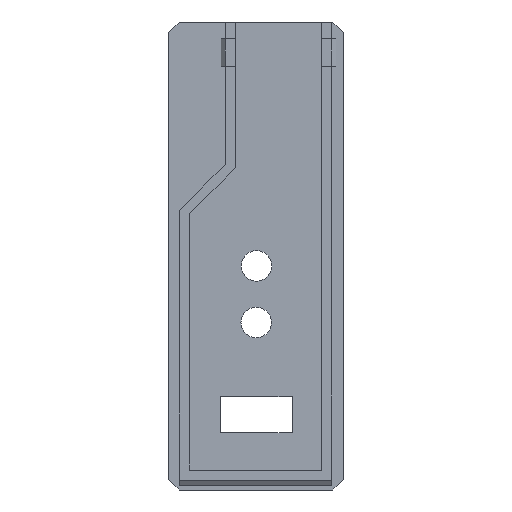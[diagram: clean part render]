
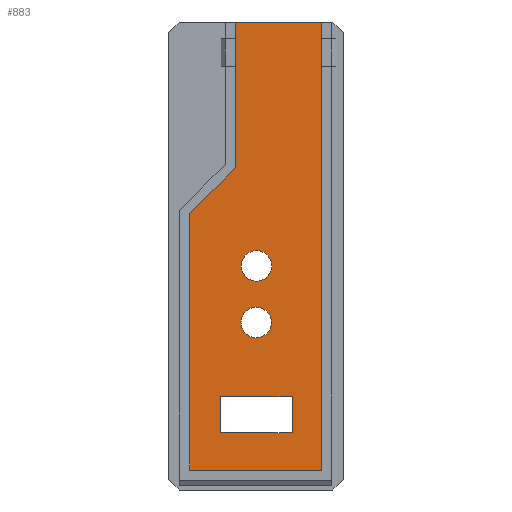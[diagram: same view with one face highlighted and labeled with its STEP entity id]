
A CAD part, front view. The second image highlights one B-rep face of the part: STEP entity #883.
In plain terms, the highlighted planar face has unit normal (0, -1, 0).
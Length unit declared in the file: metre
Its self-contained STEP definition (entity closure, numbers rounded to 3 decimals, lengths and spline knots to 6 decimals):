
#13=CIRCLE('',#941,0.003);
#15=CIRCLE('',#944,0.003);
#86=ORIENTED_EDGE('',*,*,#325,.T.);
#87=ORIENTED_EDGE('',*,*,#326,.T.);
#88=ORIENTED_EDGE('',*,*,#327,.T.);
#89=ORIENTED_EDGE('',*,*,#328,.T.);
#90=ORIENTED_EDGE('',*,*,#329,.T.);
#91=ORIENTED_EDGE('',*,*,#330,.T.);
#92=ORIENTED_EDGE('',*,*,#314,.T.);
#93=ORIENTED_EDGE('',*,*,#312,.T.);
#94=ORIENTED_EDGE('',*,*,#301,.T.);
#95=ORIENTED_EDGE('',*,*,#315,.T.);
#96=ORIENTED_EDGE('',*,*,#308,.F.);
#97=ORIENTED_EDGE('',*,*,#305,.F.);
#301=EDGE_CURVE('',#425,#426,#508,.T.);
#305=EDGE_CURVE('',#425,#429,#512,.T.);
#308=EDGE_CURVE('',#429,#431,#515,.T.);
#312=EDGE_CURVE('',#434,#434,#13,.T.);
#314=EDGE_CURVE('',#436,#436,#15,.T.);
#315=EDGE_CURVE('',#426,#431,#518,.T.);
#325=EDGE_CURVE('',#445,#446,#528,.T.);
#326=EDGE_CURVE('',#446,#447,#529,.T.);
#327=EDGE_CURVE('',#447,#448,#530,.T.);
#328=EDGE_CURVE('',#448,#449,#531,.T.);
#329=EDGE_CURVE('',#449,#450,#532,.T.);
#330=EDGE_CURVE('',#450,#445,#533,.T.);
#425=VERTEX_POINT('',#1280);
#426=VERTEX_POINT('',#1281);
#429=VERTEX_POINT('',#1289);
#431=VERTEX_POINT('',#1295);
#434=VERTEX_POINT('',#1303);
#436=VERTEX_POINT('',#1308);
#445=VERTEX_POINT('',#1331);
#446=VERTEX_POINT('',#1332);
#447=VERTEX_POINT('',#1334);
#448=VERTEX_POINT('',#1336);
#449=VERTEX_POINT('',#1338);
#450=VERTEX_POINT('',#1340);
#508=LINE('',#1279,#629);
#512=LINE('',#1288,#633);
#515=LINE('',#1294,#636);
#518=LINE('',#1310,#639);
#528=LINE('',#1330,#649);
#529=LINE('',#1333,#650);
#530=LINE('',#1335,#651);
#531=LINE('',#1337,#652);
#532=LINE('',#1339,#653);
#533=LINE('',#1341,#654);
#629=VECTOR('',#1028,1.);
#633=VECTOR('',#1034,1.);
#636=VECTOR('',#1039,1.);
#639=VECTOR('',#1056,1.);
#649=VECTOR('',#1070,1.);
#650=VECTOR('',#1071,1.);
#651=VECTOR('',#1072,1.);
#652=VECTOR('',#1073,1.);
#653=VECTOR('',#1074,1.);
#654=VECTOR('',#1075,1.);
#733=EDGE_LOOP('',(#86,#87,#88,#89,#90,#91));
#734=EDGE_LOOP('',(#92));
#735=EDGE_LOOP('',(#93));
#736=EDGE_LOOP('',(#94,#95,#96,#97));
#788=FACE_BOUND('',#733,.T.);
#789=FACE_BOUND('',#734,.T.);
#790=FACE_BOUND('',#735,.T.);
#791=FACE_BOUND('',#736,.T.);
#836=PLANE('',#947);
#883=ADVANCED_FACE('',(#788,#789,#790,#791),#836,.F.);
#941=AXIS2_PLACEMENT_3D('',#1302,#1046,#1047);
#944=AXIS2_PLACEMENT_3D('',#1307,#1052,#1053);
#947=AXIS2_PLACEMENT_3D('',#1329,#1068,#1069);
#1028=DIRECTION('',(0.,0.,-1.));
#1034=DIRECTION('',(-1.,0.,0.));
#1039=DIRECTION('',(0.,0.,-1.));
#1046=DIRECTION('',(0.,1.,0.));
#1047=DIRECTION('',(0.,0.,1.));
#1052=DIRECTION('',(0.,1.,0.));
#1053=DIRECTION('',(0.,0.,1.));
#1056=DIRECTION('',(-1.,0.,0.));
#1068=DIRECTION('',(0.,1.,0.));
#1069=DIRECTION('',(-1.,0.,0.));
#1070=DIRECTION('',(-1.,0.,0.));
#1071=DIRECTION('',(0.,0.,-1.));
#1072=DIRECTION('',(-0.707,0.,-0.708));
#1073=DIRECTION('',(0.,0.,-1.));
#1074=DIRECTION('',(1.,0.,-0.001));
#1075=DIRECTION('',(0.,0.,1.));
#1279=CARTESIAN_POINT('',(0.079197,0.,0.209856));
#1280=CARTESIAN_POINT('',(0.079197,0.,0.213406));
#1281=CARTESIAN_POINT('',(0.079197,0.,0.206306));
#1288=CARTESIAN_POINT('',(0.072147,0.,0.213406));
#1289=CARTESIAN_POINT('',(0.065097,0.,0.213406));
#1294=CARTESIAN_POINT('',(0.065097,0.,0.209856));
#1295=CARTESIAN_POINT('',(0.065097,0.,0.206306));
#1302=CARTESIAN_POINT('',(0.0722,0.,0.2391));
#1303=CARTESIAN_POINT('',(0.0722,0.,0.2421));
#1307=CARTESIAN_POINT('',(0.072147,0.,0.227976));
#1308=CARTESIAN_POINT('',(0.072147,0.,0.230976));
#1310=CARTESIAN_POINT('',(0.072147,0.,0.206306));
#1329=CARTESIAN_POINT('',(0.072096,0.,0.241047));
#1330=CARTESIAN_POINT('',(0.076521,0.,0.287022));
#1331=CARTESIAN_POINT('',(0.085,0.,0.287022));
#1332=CARTESIAN_POINT('',(0.068043,0.,0.287022));
#1333=CARTESIAN_POINT('',(0.068043,0.,0.272697));
#1334=CARTESIAN_POINT('',(0.068043,0.,0.258373));
#1335=CARTESIAN_POINT('',(0.063543,0.,0.253865));
#1336=CARTESIAN_POINT('',(0.059042,0.,0.249358));
#1337=CARTESIAN_POINT('',(0.059042,0.,0.224179));
#1338=CARTESIAN_POINT('',(0.059042,0.,0.199));
#1339=CARTESIAN_POINT('',(0.072021,0.,0.198989));
#1340=CARTESIAN_POINT('',(0.085,0.,0.198979));
#1341=CARTESIAN_POINT('',(0.085,0.,0.243));
